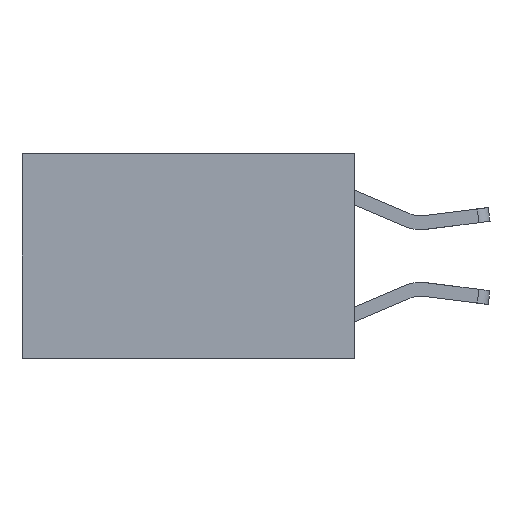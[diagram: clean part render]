
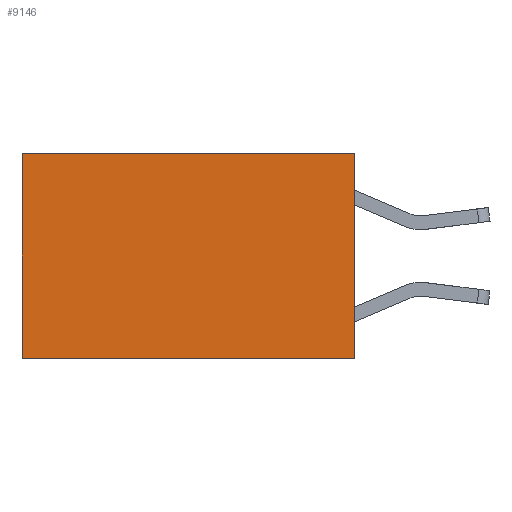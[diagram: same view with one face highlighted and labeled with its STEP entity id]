
A CAD part, left-side view. The second image highlights one B-rep face of the part: STEP entity #9146.
In plain terms, the highlighted planar face has unit normal (-1, 0, 0).
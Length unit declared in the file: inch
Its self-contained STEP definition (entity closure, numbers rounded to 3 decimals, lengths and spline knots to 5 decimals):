
#379 = EDGE_CURVE ( 'NONE', #6683, #5199, #2368, .T. ) ;
#1150 = CARTESIAN_POINT ( 'NONE',  ( 0.2625, 0., 0. ) ) ;
#1239 = ORIENTED_EDGE ( 'NONE', *, *, #379, .T. ) ;
#1451 = CARTESIAN_POINT ( 'NONE',  ( 0.2625, 0., 0. ) ) ;
#1569 = CARTESIAN_POINT ( 'NONE',  ( 0.2625, 0.6, -0.37 ) ) ;
#1797 = CARTESIAN_POINT ( 'NONE',  ( 0.2625, 0., 0. ) ) ;
#2134 = VERTEX_POINT ( 'NONE', #4170 ) ;
#2194 = DIRECTION ( 'NONE',  ( 0., 0., -1. ) ) ;
#2214 = AXIS2_PLACEMENT_3D ( 'NONE', #1451, #5032, #8668 ) ;
#2347 = CARTESIAN_POINT ( 'NONE',  ( 0.2625, 0., -0.37 ) ) ;
#2368 = LINE ( 'NONE', #10594, #11474 ) ;
#2375 = EDGE_CURVE ( 'NONE', #2134, #6683, #10077, .T. ) ;
#3591 = VECTOR ( 'NONE', #2194, 39.37008 ) ;
#4170 = CARTESIAN_POINT ( 'NONE',  ( 0.2625, 0., 0. ) ) ;
#4703 = DIRECTION ( 'NONE',  ( 0., 1., 0. ) ) ;
#4980 = LINE ( 'NONE', #1150, #3591 ) ;
#5032 = DIRECTION ( 'NONE',  ( 1., 0., 0. ) ) ;
#5199 = VERTEX_POINT ( 'NONE', #1569 ) ;
#6050 = FACE_OUTER_BOUND ( 'NONE', #10436, .T. ) ;
#6418 = EDGE_CURVE ( 'NONE', #2134, #11413, #4980, .T. ) ;
#6683 = VERTEX_POINT ( 'NONE', #9858 ) ;
#6970 = ORIENTED_EDGE ( 'NONE', *, *, #2375, .T. ) ;
#7012 = ORIENTED_EDGE ( 'NONE', *, *, #6418, .F. ) ;
#7861 = PLANE ( 'NONE',  #2214 ) ;
#8487 = VECTOR ( 'NONE', #4703, 39.37008 ) ;
#8668 = DIRECTION ( 'NONE',  ( 0., 0., -1. ) ) ;
#9124 = VECTOR ( 'NONE', #9165, 39.37008 ) ;
#9146 = ADVANCED_FACE ( 'NONE', ( #6050 ), #7861, .F. ) ;
#9165 = DIRECTION ( 'NONE',  ( 0., 1., 0. ) ) ;
#9841 = EDGE_CURVE ( 'NONE', #11413, #5199, #11880, .T. ) ;
#9858 = CARTESIAN_POINT ( 'NONE',  ( 0.2625, 0.6, 0. ) ) ;
#10077 = LINE ( 'NONE', #1797, #9124 ) ;
#10436 = EDGE_LOOP ( 'NONE', ( #1239, #10715, #7012, #6970 ) ) ;
#10594 = CARTESIAN_POINT ( 'NONE',  ( 0.2625, 0.6, 0. ) ) ;
#10715 = ORIENTED_EDGE ( 'NONE', *, *, #9841, .F. ) ;
#11000 = CARTESIAN_POINT ( 'NONE',  ( 0.2625, 0., -0.37 ) ) ;
#11413 = VERTEX_POINT ( 'NONE', #2347 ) ;
#11425 = DIRECTION ( 'NONE',  ( 0., 0., -1. ) ) ;
#11474 = VECTOR ( 'NONE', #11425, 39.37008 ) ;
#11880 = LINE ( 'NONE', #11000, #8487 ) ;
